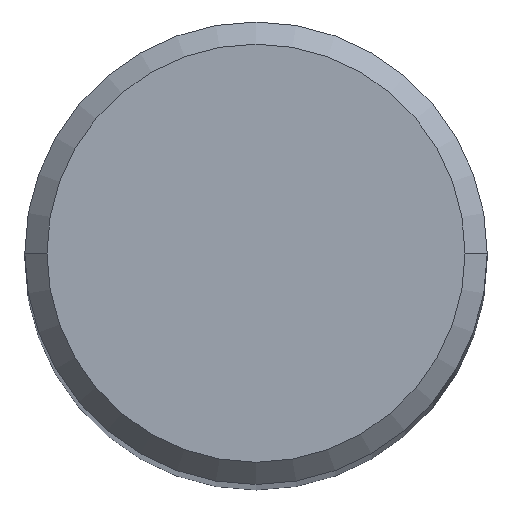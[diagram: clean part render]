
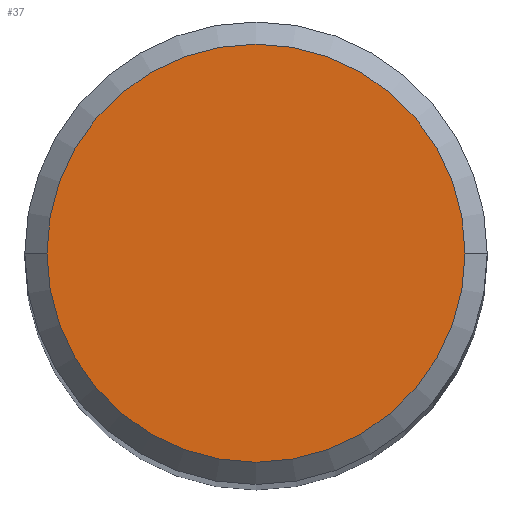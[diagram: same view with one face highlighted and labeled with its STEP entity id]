
A CAD part, top view. The second image highlights one B-rep face of the part: STEP entity #37.
In plain terms, the highlighted planar face has unit normal (0, 0, 1).
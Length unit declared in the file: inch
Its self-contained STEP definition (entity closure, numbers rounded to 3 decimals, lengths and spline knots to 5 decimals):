
#2 = CARTESIAN_POINT ( 'NONE',  ( 0., 0., 2.5 ) ) ;
#8 = AXIS2_PLACEMENT_3D ( 'NONE', #77, #161, #268 ) ;
#37 = ADVANCED_FACE ( 'NONE', ( #83 ), #106, .T. ) ;
#38 = CARTESIAN_POINT ( 'NONE',  ( -0.14125, 0., 2.5 ) ) ;
#42 = VERTEX_POINT ( 'NONE', #38 ) ;
#52 = AXIS2_PLACEMENT_3D ( 'NONE', #2, #158, #174 ) ;
#58 = AXIS2_PLACEMENT_3D ( 'NONE', #187, #79, #165 ) ;
#77 = CARTESIAN_POINT ( 'NONE',  ( 0., 0., 2.5 ) ) ;
#79 = DIRECTION ( 'NONE',  ( 0., 0., 1. ) ) ;
#83 = FACE_OUTER_BOUND ( 'NONE', #108, .T. ) ;
#90 = ORIENTED_EDGE ( 'NONE', *, *, #222, .T. ) ;
#106 = PLANE ( 'NONE',  #8 ) ;
#108 = EDGE_LOOP ( 'NONE', ( #129, #90 ) ) ;
#126 = CIRCLE ( 'NONE', #58, 0.14125 ) ;
#129 = ORIENTED_EDGE ( 'NONE', *, *, #140, .T. ) ;
#140 = EDGE_CURVE ( 'NONE', #42, #235, #126, .T. ) ;
#158 = DIRECTION ( 'NONE',  ( 0., 0., 1. ) ) ;
#161 = DIRECTION ( 'NONE',  ( 0., 0., 1. ) ) ;
#165 = DIRECTION ( 'NONE',  ( 1., 0., 0. ) ) ;
#174 = DIRECTION ( 'NONE',  ( 1., 0., 0. ) ) ;
#187 = CARTESIAN_POINT ( 'NONE',  ( 0., 0., 2.5 ) ) ;
#194 = CIRCLE ( 'NONE', #52, 0.14125 ) ;
#217 = CARTESIAN_POINT ( 'NONE',  ( 0.14125, 0., 2.5 ) ) ;
#222 = EDGE_CURVE ( 'NONE', #235, #42, #194, .T. ) ;
#235 = VERTEX_POINT ( 'NONE', #217 ) ;
#268 = DIRECTION ( 'NONE',  ( 1., 0., 0. ) ) ;
